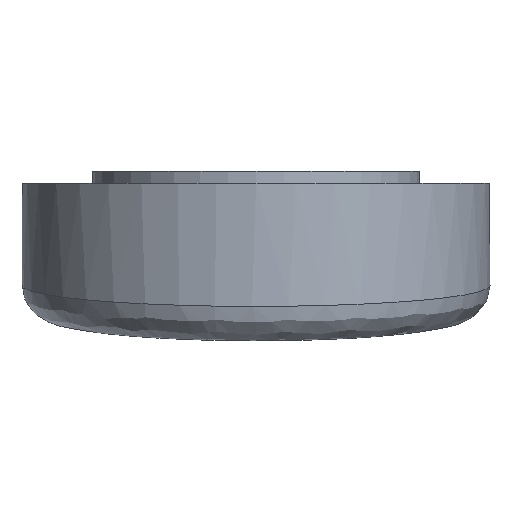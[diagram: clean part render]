
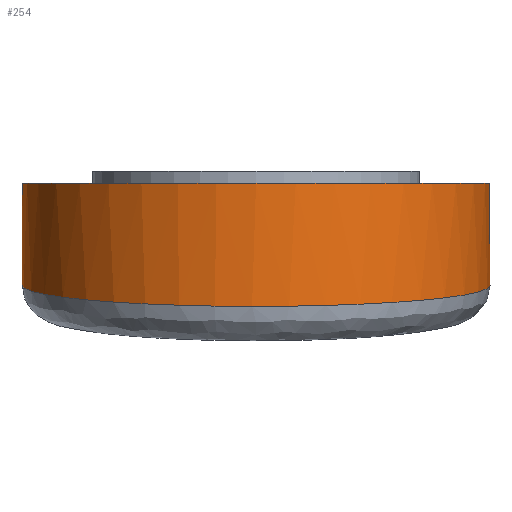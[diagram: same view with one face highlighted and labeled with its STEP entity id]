
A CAD part, front view. The second image highlights one B-rep face of the part: STEP entity #254.
In plain terms, the highlighted cylindrical face has radius 13.5 mm (diameter 27 mm), a partial arc.
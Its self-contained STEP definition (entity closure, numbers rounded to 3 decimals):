
#29=CIRCLE('',#284,13.5);
#40=LINE('',#824,#48);
#41=LINE('',#827,#49);
#48=VECTOR('',#311,10.);
#49=VECTOR('',#314,10.);
#56=CYLINDRICAL_SURFACE('',#283,13.5);
#67=FACE_OUTER_BOUND('',#86,.T.);
#86=EDGE_LOOP('',(#194,#195,#196,#197));
#115=B_SPLINE_CURVE_WITH_KNOTS('',3,(#703,#704,#705,#706,#707,#708,#709,
#710,#711,#712),.UNSPECIFIED.,.F.,.F.,(4,1,1,1,1,1,1,4),(-14.166,
-13.495,-12.823,-12.152,-11.48,
-10.809,-10.137,-9.466),.UNSPECIFIED.);
#126=VERTEX_POINT('',#590);
#128=VERTEX_POINT('',#695);
#129=VERTEX_POINT('',#823);
#130=VERTEX_POINT('',#825);
#151=EDGE_CURVE('',#128,#126,#115,.T.);
#155=EDGE_CURVE('',#129,#128,#40,.T.);
#156=EDGE_CURVE('',#129,#130,#29,.T.);
#157=EDGE_CURVE('',#130,#126,#41,.T.);
#194=ORIENTED_EDGE('',*,*,#151,.F.);
#195=ORIENTED_EDGE('',*,*,#155,.F.);
#196=ORIENTED_EDGE('',*,*,#156,.T.);
#197=ORIENTED_EDGE('',*,*,#157,.T.);
#254=ADVANCED_FACE('',(#67),#56,.T.);
#283=AXIS2_PLACEMENT_3D('',#822,#309,#310);
#284=AXIS2_PLACEMENT_3D('',#826,#312,#313);
#309=DIRECTION('center_axis',(0.,0.,-1.));
#310=DIRECTION('ref_axis',(0.,-1.,0.));
#311=DIRECTION('',(0.,0.,-1.));
#312=DIRECTION('center_axis',(0.,0.,-1.));
#313=DIRECTION('ref_axis',(1.,0.,0.));
#314=DIRECTION('',(0.,0.,-1.));
#590=CARTESIAN_POINT('',(98.,-20.865,-5.34));
#695=CARTESIAN_POINT('',(122.,-20.865,-5.34));
#703=CARTESIAN_POINT('Ctrl Pts',(122.,-20.865,-5.34));
#704=CARTESIAN_POINT('Ctrl Pts',(123.21,-23.213,-5.551));
#705=CARTESIAN_POINT('Ctrl Pts',(124.201,-28.574,-6.03));
#706=CARTESIAN_POINT('Ctrl Pts',(121.013,-36.178,-6.711));
#707=CARTESIAN_POINT('Ctrl Pts',(114.135,-40.732,-7.119));
#708=CARTESIAN_POINT('Ctrl Pts',(105.863,-40.745,-7.12));
#709=CARTESIAN_POINT('Ctrl Pts',(98.989,-36.16,-6.71));
#710=CARTESIAN_POINT('Ctrl Pts',(95.795,-28.589,-6.032));
#711=CARTESIAN_POINT('Ctrl Pts',(96.796,-23.202,-5.55));
#712=CARTESIAN_POINT('Ctrl Pts',(98.,-20.865,-5.34));
#822=CARTESIAN_POINT('Origin',(110.,-27.05,0.));
#823=CARTESIAN_POINT('',(122.,-20.865,0.));
#824=CARTESIAN_POINT('',(122.,-20.865,0.));
#825=CARTESIAN_POINT('',(98.,-20.865,0.));
#826=CARTESIAN_POINT('Origin',(110.,-27.05,0.));
#827=CARTESIAN_POINT('',(98.,-20.865,0.));
